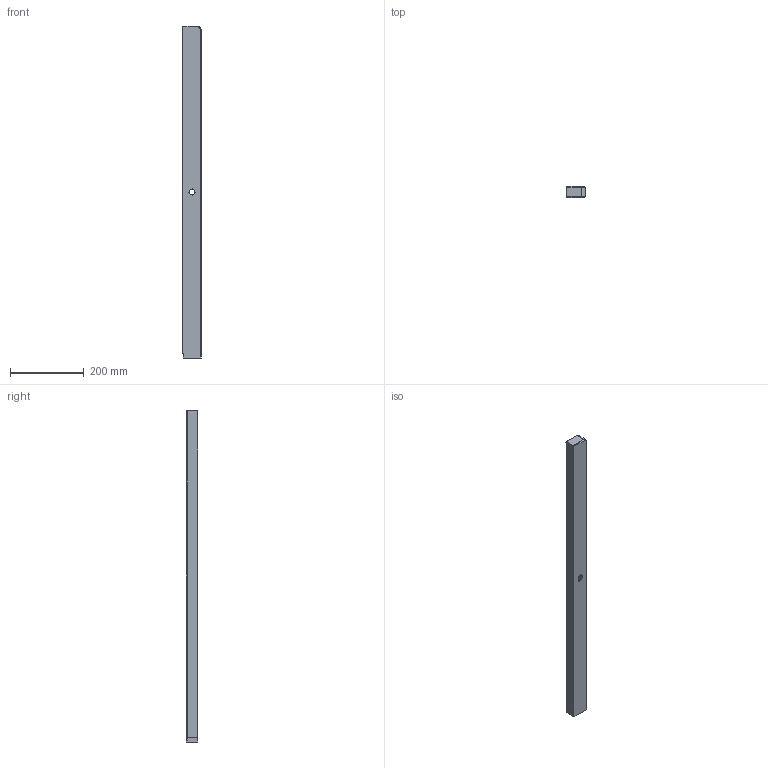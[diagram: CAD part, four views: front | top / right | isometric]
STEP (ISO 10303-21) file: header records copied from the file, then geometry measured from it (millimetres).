
FILE_DESCRIPTION((''),'2;1');
FILE_NAME('CANIVEAU','2019-10-21T',('gb9428d'),(''),'CREO PARAMETRIC BY PTC INC, 2018220','CREO PARAMETRIC BY PTC INC, 2018220','');
FILE_SCHEMA(('CONFIG_CONTROL_DESIGN'));
Length unit declared in the file: millimetre
Products named in the file (1): CANIVEAU
Bounding box: 50 x 30 x 900 mm (x, y, z)
Volume: 590463.9 mm3; surface area: 179677.3 mm2
Topology: 1 solids, 1 shells, 36 faces, 93 edges, 60 vertices
Faces by surface type: plane 23, cylinder 11, cone 2
Entity records: 1179 total; most frequent: CARTESIAN_POINT 229, ORIENTED_EDGE 186, DIRECTION 177, EDGE_CURVE 93, VECTOR 69, LINE 69, VERTEX_POINT 60, AXIS2_PLACEMENT_3D 54
